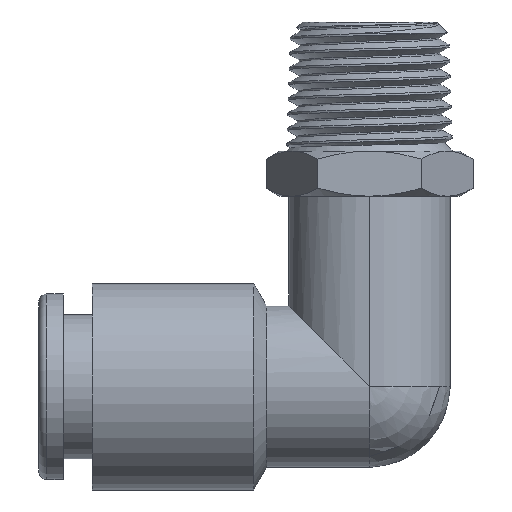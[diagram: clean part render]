
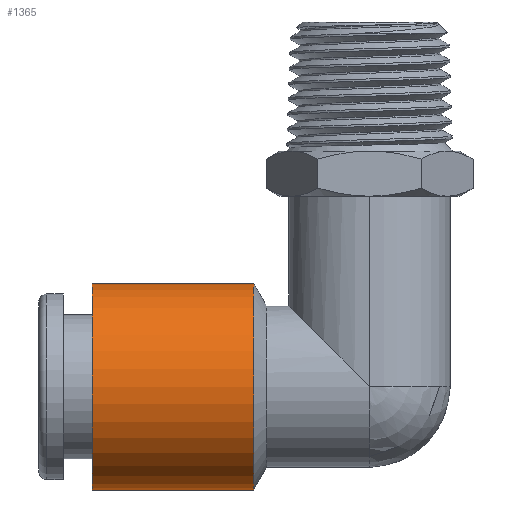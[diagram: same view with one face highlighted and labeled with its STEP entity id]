
A CAD part, top view. The second image highlights one B-rep face of the part: STEP entity #1365.
In plain terms, the highlighted cylindrical face has radius 6.4 mm (diameter 12.8 mm), a partial arc.
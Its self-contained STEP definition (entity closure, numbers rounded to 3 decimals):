
#7 = CARTESIAN_POINT ( 'NONE',  ( 3.3, 6.4, 0. ) ) ;
#43 = ORIENTED_EDGE ( 'NONE', *, *, #2569, .T. ) ;
#107 = LINE ( 'NONE', #763, #4470 ) ;
#503 = AXIS2_PLACEMENT_3D ( 'NONE', #741, #4110, #4125 ) ;
#515 = LINE ( 'NONE', #1577, #3220 ) ;
#622 = DIRECTION ( 'NONE',  ( -1., 0., 0. ) ) ;
#714 = EDGE_CURVE ( 'NONE', #4259, #2746, #107, .T. ) ;
#741 = CARTESIAN_POINT ( 'NONE',  ( 13.305, 0., 0. ) ) ;
#763 = CARTESIAN_POINT ( 'NONE',  ( 0., 6.4, 0. ) ) ;
#1121 = CARTESIAN_POINT ( 'NONE',  ( 3.3, -6.4, 0. ) ) ;
#1183 = CIRCLE ( 'NONE', #3787, 6.4 ) ;
#1297 = ORIENTED_EDGE ( 'NONE', *, *, #5217, .F. ) ;
#1365 = ADVANCED_FACE ( 'NONE', ( #4795 ), #2092, .T. ) ;
#1577 = CARTESIAN_POINT ( 'NONE',  ( 0., -6.4, 0. ) ) ;
#2031 = CARTESIAN_POINT ( 'NONE',  ( 13.305, 6.4, 0. ) ) ;
#2034 = DIRECTION ( 'NONE',  ( -1., 0., 0. ) ) ;
#2066 = VERTEX_POINT ( 'NONE', #3770 ) ;
#2092 = CYLINDRICAL_SURFACE ( 'NONE', #4461, 6.4 ) ;
#2317 = DIRECTION ( 'NONE',  ( 0., -1., 0. ) ) ;
#2569 = EDGE_CURVE ( 'NONE', #2066, #4259, #4025, .T. ) ;
#2746 = VERTEX_POINT ( 'NONE', #7 ) ;
#2934 = DIRECTION ( 'NONE',  ( 0., -1., 0. ) ) ;
#3144 = EDGE_LOOP ( 'NONE', ( #43, #4537, #1297, #5404 ) ) ;
#3220 = VECTOR ( 'NONE', #4528, 1000. ) ;
#3518 = CARTESIAN_POINT ( 'NONE',  ( 0., 0., 0. ) ) ;
#3754 = DIRECTION ( 'NONE',  ( -1., 0., 0. ) ) ;
#3770 = CARTESIAN_POINT ( 'NONE',  ( 13.305, -6.4, 0. ) ) ;
#3787 = AXIS2_PLACEMENT_3D ( 'NONE', #4174, #3754, #2934 ) ;
#4008 = EDGE_CURVE ( 'NONE', #2066, #4071, #515, .T. ) ;
#4025 = CIRCLE ( 'NONE', #503, 6.4 ) ;
#4071 = VERTEX_POINT ( 'NONE', #1121 ) ;
#4110 = DIRECTION ( 'NONE',  ( -1., 0., 0. ) ) ;
#4125 = DIRECTION ( 'NONE',  ( 0., -1., 0. ) ) ;
#4174 = CARTESIAN_POINT ( 'NONE',  ( 3.3, 0., 0. ) ) ;
#4259 = VERTEX_POINT ( 'NONE', #2031 ) ;
#4461 = AXIS2_PLACEMENT_3D ( 'NONE', #3518, #622, #2317 ) ;
#4470 = VECTOR ( 'NONE', #2034, 1000. ) ;
#4528 = DIRECTION ( 'NONE',  ( -1., 0., 0. ) ) ;
#4537 = ORIENTED_EDGE ( 'NONE', *, *, #714, .T. ) ;
#4795 = FACE_OUTER_BOUND ( 'NONE', #3144, .T. ) ;
#5217 = EDGE_CURVE ( 'NONE', #4071, #2746, #1183, .T. ) ;
#5404 = ORIENTED_EDGE ( 'NONE', *, *, #4008, .F. ) ;
